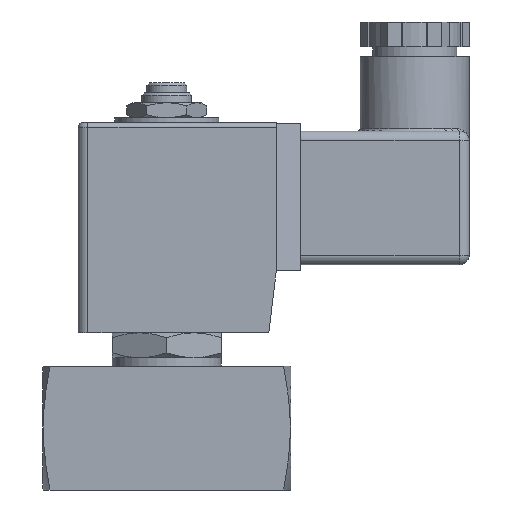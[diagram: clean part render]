
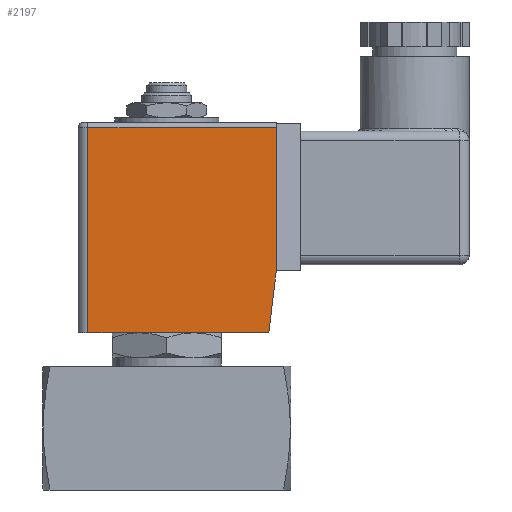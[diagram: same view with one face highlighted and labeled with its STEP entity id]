
A CAD part, front view. The second image highlights one B-rep face of the part: STEP entity #2197.
In plain terms, the highlighted planar face has unit normal (0, -1, 0).
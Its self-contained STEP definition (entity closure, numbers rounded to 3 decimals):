
#224=FACE_OUTER_BOUND('',#364,.T.);
#364=EDGE_LOOP('',(#1661,#1662,#1663,#1664,#1665));
#550=LINE('',#3510,#703);
#569=LINE('',#3572,#722);
#570=LINE('',#3575,#723);
#571=LINE('',#3577,#724);
#572=LINE('',#3578,#725);
#703=VECTOR('',#2788,36.479);
#722=VECTOR('',#2845,12.592);
#723=VECTOR('',#2848,28.9);
#724=VECTOR('',#2849,38.);
#725=VECTOR('',#2850,41.4);
#933=VERTEX_POINT('',#3507);
#934=VERTEX_POINT('',#3509);
#958=VERTEX_POINT('',#3570);
#959=VERTEX_POINT('',#3574);
#960=VERTEX_POINT('',#3576);
#1175=EDGE_CURVE('',#934,#933,#550,.T.);
#1207=EDGE_CURVE('',#933,#958,#569,.T.);
#1208=EDGE_CURVE('',#958,#959,#570,.T.);
#1209=EDGE_CURVE('',#960,#959,#571,.T.);
#1210=EDGE_CURVE('',#934,#960,#572,.T.);
#1661=ORIENTED_EDGE('',*,*,#1207,.T.);
#1662=ORIENTED_EDGE('',*,*,#1208,.T.);
#1663=ORIENTED_EDGE('',*,*,#1209,.F.);
#1664=ORIENTED_EDGE('',*,*,#1210,.F.);
#1665=ORIENTED_EDGE('',*,*,#1175,.T.);
#1968=PLANE('',#2383);
#2197=ADVANCED_FACE('',(#224),#1968,.T.);
#2383=AXIS2_PLACEMENT_3D('',#3573,#2846,#2847);
#2788=DIRECTION('',(1.,0.,0.));
#2845=DIRECTION('',(0.121,0.,0.993));
#2846=DIRECTION('center_axis',(0.,-1.,0.));
#2847=DIRECTION('ref_axis',(0.,0.,1.));
#2848=DIRECTION('',(0.,0.,1.));
#2849=DIRECTION('',(1.,0.,0.));
#2850=DIRECTION('',(0.,0.,1.));
#3507=CARTESIAN_POINT('',(20.579,-18.,19.2));
#3509=CARTESIAN_POINT('',(-15.9,-18.,19.2));
#3510=CARTESIAN_POINT('',(-17.9,-18.,19.2));
#3570=CARTESIAN_POINT('',(22.1,-18.,31.7));
#3572=CARTESIAN_POINT('',(21.35,-18.,25.541));
#3573=CARTESIAN_POINT('Origin',(22.1,-18.,19.2));
#3574=CARTESIAN_POINT('',(22.1,-18.,60.6));
#3575=CARTESIAN_POINT('',(22.1,-18.,19.2));
#3576=CARTESIAN_POINT('',(-15.9,-18.,60.6));
#3577=CARTESIAN_POINT('',(12.1,-18.,60.6));
#3578=CARTESIAN_POINT('',(-15.9,-18.,19.2));
